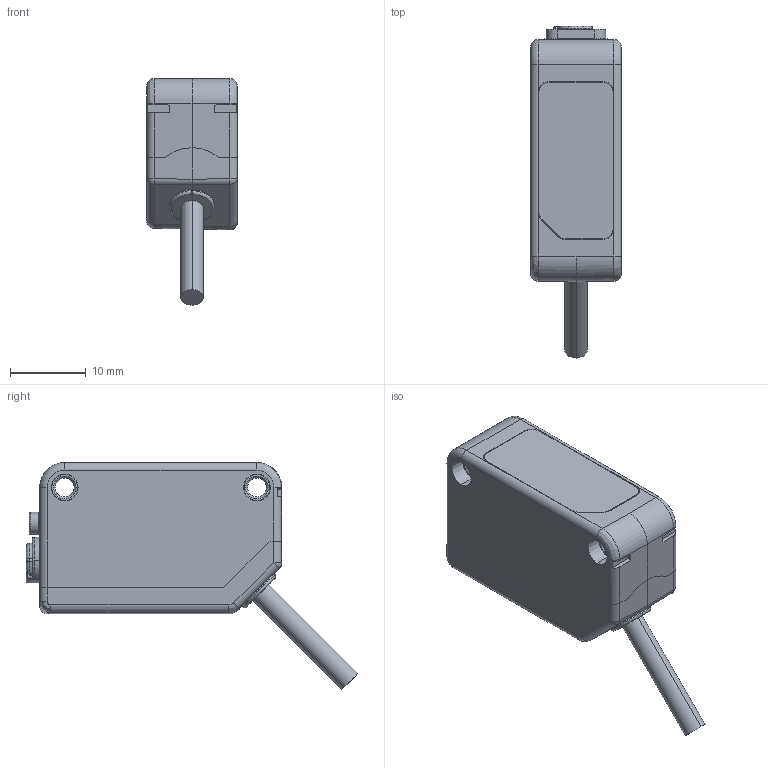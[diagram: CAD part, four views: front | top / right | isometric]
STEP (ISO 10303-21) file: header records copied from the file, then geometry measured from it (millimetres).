
FILE_DESCRIPTION((''),'2;1');
FILE_NAME('209015_ASM','2019-04-02T07:34:46',('pdmadmin'),('BANNER ENGINEERING'),'CREO PARAMETRIC BY PTC INC, 2018300','CREO PARAMETRIC BY PTC INC, 2018300','');
FILE_SCHEMA(('CONFIG_CONTROL_DESIGN'));
Products named in the file (17): 206079_AF1; 127813_AF0; 127800_INSERT_AF0; 127800_INSERT_AF1; 206079_AF0_ASM; 127806_AF0; 207062_AF0_ASM; 127812_AF0; 127818_CABLE_AF0; 08825_AF0; 60424_AF0; 127818_AF0_ASM; 130386_AF0; 127798_AF0; 127799; 127826_AF0_ASM; 209015_ASM
Assembly tree (16 placements, depth 4):
  209015_ASM
    207062_AF0_ASM
      206079_AF0_ASM
        206079_AF1
        127813_AF0
        127800_INSERT_AF0
        127800_INSERT_AF1
      127806_AF0
    127818_AF0_ASM
      127812_AF0
      127818_CABLE_AF0
      08825_AF0
      60424_AF0
    130386_AF0
    127826_AF0_ASM
      127798_AF0
      127799
Bounding box: 12 x 43.83 x 29.98 mm (x, y, z)
Volume: 2675.4 mm3; surface area: 6895.1 mm2
Topology: 15 solids, 17 shells, 757 faces, 1850 edges, 1135 vertices
Faces by surface type: plane 376, cylinder 208, bspline 65, cone 45, torus 30, sphere 28, revolution 4, extrusion 1
Entity records: 26027 total; most frequent: CARTESIAN_POINT 8388, ORIENTED_EDGE 3688, DIRECTION 3433, EDGE_CURVE 1848, AXIS2_PLACEMENT_3D 1155, VERTEX_POINT 1135, VECTOR 1119, LINE 1118
